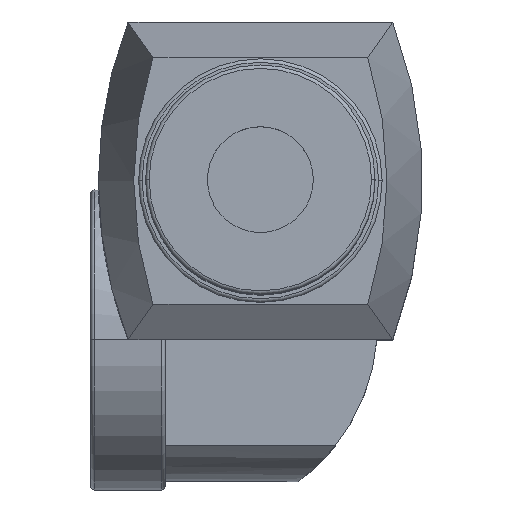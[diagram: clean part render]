
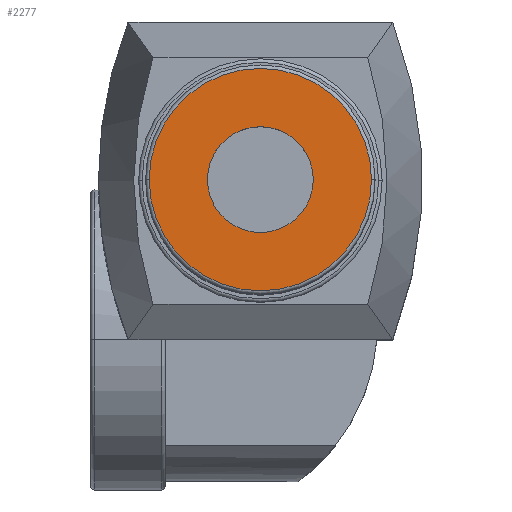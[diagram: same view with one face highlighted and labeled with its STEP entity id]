
A CAD part, top view. The second image highlights one B-rep face of the part: STEP entity #2277.
In plain terms, the highlighted planar face has unit normal (0, 0, 1).
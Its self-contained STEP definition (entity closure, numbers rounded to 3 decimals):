
#97 = DIRECTION ( 'NONE',  ( 1., 0., 0. ) ) ;
#145 = AXIS2_PLACEMENT_3D ( 'NONE', #3481, #5358, #1612 ) ;
#280 = CARTESIAN_POINT ( 'NONE',  ( -15., 0., 296. ) ) ;
#367 = CIRCLE ( 'NONE', #3600, 15. ) ;
#404 = EDGE_LOOP ( 'NONE', ( #2963, #3459 ) ) ;
#706 = PLANE ( 'NONE',  #2398 ) ;
#861 = CIRCLE ( 'NONE', #4299, 31.5 ) ;
#886 = DIRECTION ( 'NONE',  ( 0., 0., 1. ) ) ;
#1038 = EDGE_CURVE ( 'NONE', #1933, #2514, #4063, .T. ) ;
#1094 = EDGE_LOOP ( 'NONE', ( #5796, #3284 ) ) ;
#1251 = FACE_OUTER_BOUND ( 'NONE', #404, .T. ) ;
#1612 = DIRECTION ( 'NONE',  ( 1., 0., 0. ) ) ;
#1933 = VERTEX_POINT ( 'NONE', #280 ) ;
#2022 = CARTESIAN_POINT ( 'NONE',  ( 0., 0., 296. ) ) ;
#2052 = CARTESIAN_POINT ( 'NONE',  ( 0., 0., 296. ) ) ;
#2197 = DIRECTION ( 'NONE',  ( 1., 0., 0. ) ) ;
#2277 = ADVANCED_FACE ( 'NONE', ( #5984, #1251 ), #706, .T. ) ;
#2355 = CARTESIAN_POINT ( 'NONE',  ( 0., 0., 296. ) ) ;
#2398 = AXIS2_PLACEMENT_3D ( 'NONE', #2566, #3646, #2197 ) ;
#2514 = VERTEX_POINT ( 'NONE', #3739 ) ;
#2566 = CARTESIAN_POINT ( 'NONE',  ( 0., 0., 296. ) ) ;
#2720 = VERTEX_POINT ( 'NONE', #3054 ) ;
#2780 = CIRCLE ( 'NONE', #145, 31.5 ) ;
#2825 = VERTEX_POINT ( 'NONE', #5234 ) ;
#2852 = DIRECTION ( 'NONE',  ( 0., 0., 1. ) ) ;
#2963 = ORIENTED_EDGE ( 'NONE', *, *, #5954, .T. ) ;
#3054 = CARTESIAN_POINT ( 'NONE',  ( -31.5, 0., 296. ) ) ;
#3055 = DIRECTION ( 'NONE',  ( 0., 0., 1. ) ) ;
#3284 = ORIENTED_EDGE ( 'NONE', *, *, #1038, .F. ) ;
#3459 = ORIENTED_EDGE ( 'NONE', *, *, #3460, .T. ) ;
#3460 = EDGE_CURVE ( 'NONE', #2720, #2825, #2780, .T. ) ;
#3481 = CARTESIAN_POINT ( 'NONE',  ( 0., 0., 296. ) ) ;
#3575 = AXIS2_PLACEMENT_3D ( 'NONE', #2355, #886, #5587 ) ;
#3600 = AXIS2_PLACEMENT_3D ( 'NONE', #2022, #2852, #97 ) ;
#3646 = DIRECTION ( 'NONE',  ( 0., 0., 1. ) ) ;
#3739 = CARTESIAN_POINT ( 'NONE',  ( 15., 0., 296. ) ) ;
#4063 = CIRCLE ( 'NONE', #3575, 15. ) ;
#4299 = AXIS2_PLACEMENT_3D ( 'NONE', #2052, #3055, #4933 ) ;
#4933 = DIRECTION ( 'NONE',  ( 1., 0., 0. ) ) ;
#5234 = CARTESIAN_POINT ( 'NONE',  ( 31.5, 0., 296. ) ) ;
#5358 = DIRECTION ( 'NONE',  ( 0., 0., 1. ) ) ;
#5587 = DIRECTION ( 'NONE',  ( 1., 0., 0. ) ) ;
#5765 = EDGE_CURVE ( 'NONE', #2514, #1933, #367, .T. ) ;
#5796 = ORIENTED_EDGE ( 'NONE', *, *, #5765, .F. ) ;
#5954 = EDGE_CURVE ( 'NONE', #2825, #2720, #861, .T. ) ;
#5984 = FACE_BOUND ( 'NONE', #1094, .T. ) ;
